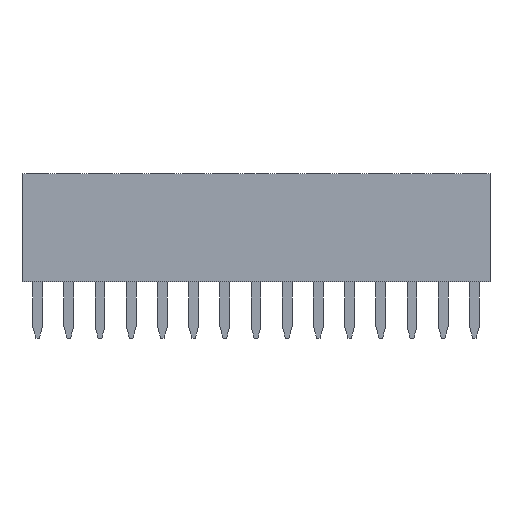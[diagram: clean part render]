
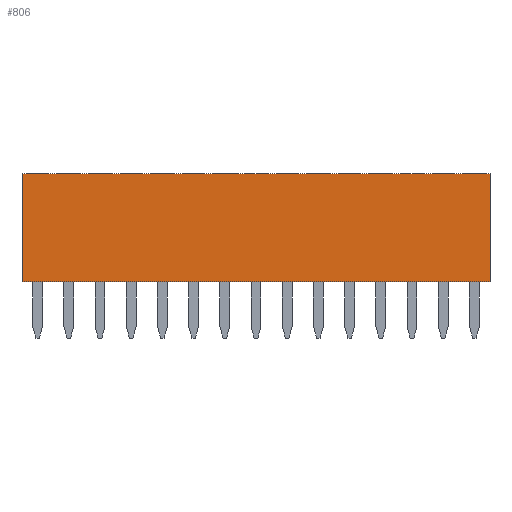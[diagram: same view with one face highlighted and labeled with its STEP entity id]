
A CAD part, front view. The second image highlights one B-rep face of the part: STEP entity #806.
In plain terms, the highlighted planar face has unit normal (0, -1, 0).
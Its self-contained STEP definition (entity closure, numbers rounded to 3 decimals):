
#806=ADVANCED_FACE('',(#9162),#9164,.T.);
#9162=FACE_BOUND('',#9163,.T.);
#9163=EDGE_LOOP('',(#15759,#15760,#15761,#15762));
#9164=PLANE('',#9165);
#9165=AXIS2_PLACEMENT_3D('',#9166,#9167,#9168);
#9166=CARTESIAN_POINT('',(-0.635,-0.9,0.));
#9167=DIRECTION('',(0.,-1.,0.));
#9168=DIRECTION('',(1.,0.,0.));
#15759=ORIENTED_EDGE('',*,*,#20406,.T.);
#15760=ORIENTED_EDGE('',*,*,#20532,.T.);
#15761=ORIENTED_EDGE('',*,*,#20533,.F.);
#15762=ORIENTED_EDGE('',*,*,#20411,.F.);
#20406=EDGE_CURVE('',#23019,#23017,#23020,.T.);
#20411=EDGE_CURVE('',#23019,#23027,#23028,.T.);
#20532=EDGE_CURVE('',#23017,#23210,#23212,.T.);
#20533=EDGE_CURVE('',#23027,#23210,#23213,.T.);
#23017=VERTEX_POINT('',#27345);
#23019=VERTEX_POINT('',#27349);
#23020=LINE('',#27350,#27351);
#23027=VERTEX_POINT('',#27367);
#23028=LINE('',#27368,#27369);
#23210=VERTEX_POINT('',#27790);
#23212=LINE('',#27794,#27795);
#23213=LINE('',#27797,#27798);
#27345=CARTESIAN_POINT('',(18.415,-0.9,0.));
#27349=CARTESIAN_POINT('',(-0.635,-0.9,0.));
#27350=CARTESIAN_POINT('',(-0.635,-0.9,0.));
#27351=VECTOR('',#27352,1.);
#27352=DIRECTION('',(1.,0.,0.));
#27367=CARTESIAN_POINT('',(-0.635,-0.9,4.4));
#27368=CARTESIAN_POINT('',(-0.635,-0.9,0.));
#27369=VECTOR('',#27370,1.);
#27370=DIRECTION('',(0.,0.,1.));
#27790=CARTESIAN_POINT('',(18.415,-0.9,4.4));
#27794=CARTESIAN_POINT('',(18.415,-0.9,0.));
#27795=VECTOR('',#27796,1.);
#27796=DIRECTION('',(0.,0.,1.));
#27797=CARTESIAN_POINT('',(-0.635,-0.9,4.4));
#27798=VECTOR('',#27799,1.);
#27799=DIRECTION('',(1.,0.,0.));
